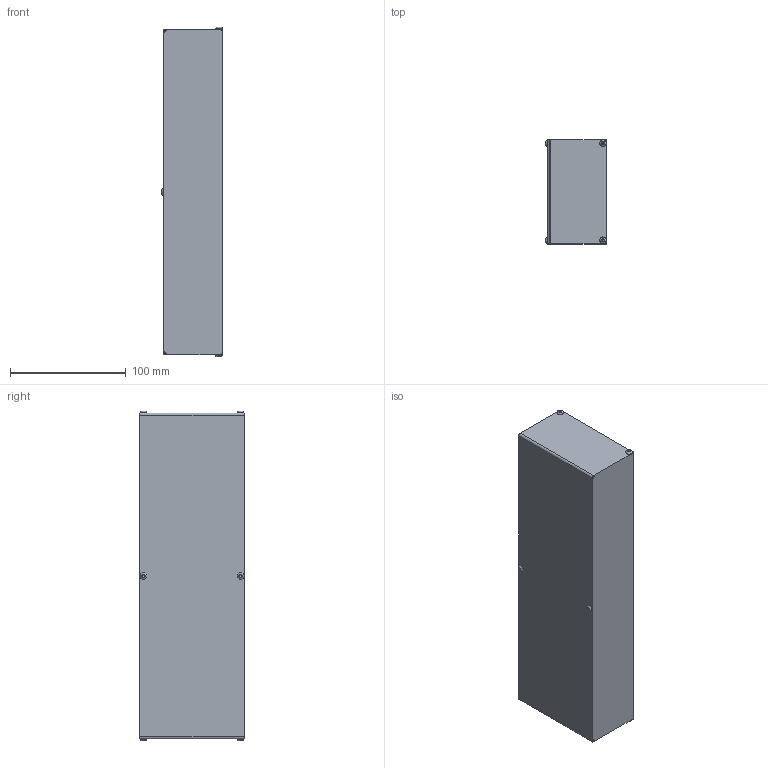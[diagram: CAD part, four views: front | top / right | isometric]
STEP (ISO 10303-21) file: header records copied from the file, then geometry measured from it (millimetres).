
FILE_DESCRIPTION(/* description */ (''),/* implementation_level */ '2;1');
FILE_NAME(/* name */ 'MSD CTV 145 T1 1,5 80 X 80.stp',/* time_stamp */ '2016-06-06T12:34:26+02:00',/* author */ ('Hypex'),/* organization */ ('Hypex'),/* preprocessor_version */ 'ST-DEVELOPER v16.1',/* originating_system */ 'Autodesk Inventor 2016',/* authorisation */ '');
FILE_SCHEMA (('AUTOMOTIVE_DESIGN { 1 0 10303 214 3 1 1 }'));
Length unit declared in the file: millimetre
Products named in the file (1): MSD CTV 145 T1 1,5 80 X 80
Bounding box: 52.65 x 90 x 285.3 mm (x, y, z)
Volume: 1268671.2 mm3; surface area: 93044.2 mm2
Topology: 1 solids, 13 shells, 186 faces, 446 edges, 293 vertices
Faces by surface type: plane 109, cylinder 45, cone 20, bspline 6, torus 6
Full cylindrical faces by diameter (mm): 2.459 x4, 3 x6, 4 x6, 5.7 x6, 6.2 x4, 30 x1
Entity records: 5183 total; most frequent: CARTESIAN_POINT 1053, DIRECTION 806, ORIENTED_EDGE 728, EDGE_CURVE 364, AXIS2_PLACEMENT_3D 303, VERTEX_POINT 262, EDGE_LOOP 260, LINE 200
